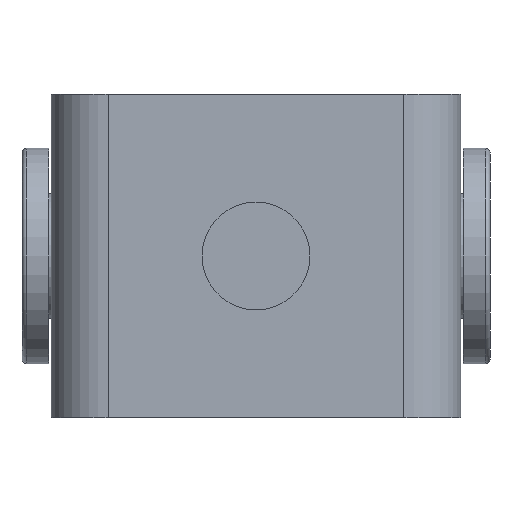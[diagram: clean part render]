
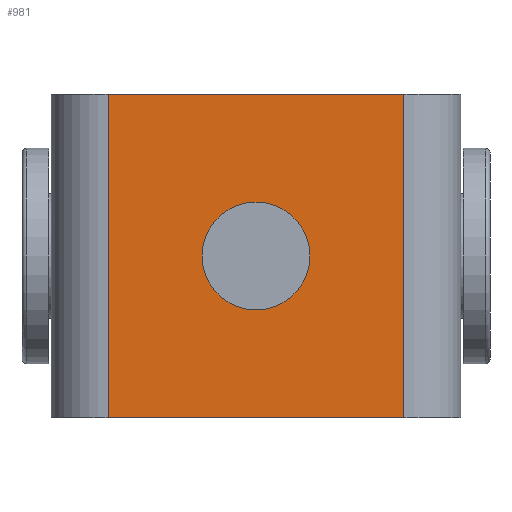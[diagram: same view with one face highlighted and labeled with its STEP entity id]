
A CAD part, left-side view. The second image highlights one B-rep face of the part: STEP entity #981.
In plain terms, the highlighted planar face has unit normal (-1, 0, 0).
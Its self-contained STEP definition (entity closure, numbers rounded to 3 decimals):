
#33 = ORIENTED_EDGE ( 'NONE', *, *, #696, .F. ) ;
#64 = DIRECTION ( 'NONE',  ( 0., 1., 0. ) ) ;
#154 = CARTESIAN_POINT ( 'NONE',  ( -25.5, 0., 0. ) ) ;
#158 = DIRECTION ( 'NONE',  ( 0., -1., 0. ) ) ;
#167 = EDGE_CURVE ( 'NONE', #1492, #336, #1352, .T. ) ;
#219 = CARTESIAN_POINT ( 'NONE',  ( -25.5, -5., 0. ) ) ;
#254 = CARTESIAN_POINT ( 'NONE',  ( -25.5, 13.7, 15. ) ) ;
#285 = CARTESIAN_POINT ( 'NONE',  ( -25.5, -13.7, -15. ) ) ;
#336 = VERTEX_POINT ( 'NONE', #285 ) ;
#385 = FACE_OUTER_BOUND ( 'NONE', #1439, .T. ) ;
#389 = VERTEX_POINT ( 'NONE', #1022 ) ;
#404 = CARTESIAN_POINT ( 'NONE',  ( -25.5, 0., 0. ) ) ;
#409 = EDGE_CURVE ( 'NONE', #789, #2072, #1187, .T. ) ;
#440 = VERTEX_POINT ( 'NONE', #1757 ) ;
#442 = AXIS2_PLACEMENT_3D ( 'NONE', #404, #816, #2224 ) ;
#470 = LINE ( 'NONE', #254, #932 ) ;
#519 = DIRECTION ( 'NONE',  ( 1., 0., 0. ) ) ;
#564 = EDGE_CURVE ( 'NONE', #440, #1492, #470, .T. ) ;
#610 = LINE ( 'NONE', #1102, #1086 ) ;
#688 = CIRCLE ( 'NONE', #442, 5. ) ;
#696 = EDGE_CURVE ( 'NONE', #389, #336, #735, .T. ) ;
#735 = LINE ( 'NONE', #976, #1963 ) ;
#747 = DIRECTION ( 'NONE',  ( 1., 0., 0. ) ) ;
#761 = ORIENTED_EDGE ( 'NONE', *, *, #2015, .F. ) ;
#789 = VERTEX_POINT ( 'NONE', #872 ) ;
#816 = DIRECTION ( 'NONE',  ( 1., 0., 0. ) ) ;
#841 = CARTESIAN_POINT ( 'NONE',  ( -25.5, 13.7, -15. ) ) ;
#872 = CARTESIAN_POINT ( 'NONE',  ( -25.5, 5., 0. ) ) ;
#932 = VECTOR ( 'NONE', #2044, 1000. ) ;
#944 = ORIENTED_EDGE ( 'NONE', *, *, #564, .T. ) ;
#976 = CARTESIAN_POINT ( 'NONE',  ( -25.5, -13.7, 15. ) ) ;
#981 = ADVANCED_FACE ( 'NONE', ( #1959, #385 ), #1079, .F. ) ;
#1022 = CARTESIAN_POINT ( 'NONE',  ( -25.5, -13.7, 15. ) ) ;
#1079 = PLANE ( 'NONE',  #1119 ) ;
#1086 = VECTOR ( 'NONE', #1646, 1000. ) ;
#1102 = CARTESIAN_POINT ( 'NONE',  ( -25.5, 13.7, 15. ) ) ;
#1111 = CARTESIAN_POINT ( 'NONE',  ( -25.5, 13.7, 15. ) ) ;
#1119 = AXIS2_PLACEMENT_3D ( 'NONE', #1111, #747, #64 ) ;
#1175 = CARTESIAN_POINT ( 'NONE',  ( -25.5, 13.7, -15. ) ) ;
#1187 = CIRCLE ( 'NONE', #1375, 5. ) ;
#1203 = DIRECTION ( 'NONE',  ( 0., 1., 0. ) ) ;
#1285 = ORIENTED_EDGE ( 'NONE', *, *, #409, .T. ) ;
#1341 = VECTOR ( 'NONE', #158, 1000. ) ;
#1352 = LINE ( 'NONE', #1175, #1341 ) ;
#1375 = AXIS2_PLACEMENT_3D ( 'NONE', #154, #519, #1203 ) ;
#1439 = EDGE_LOOP ( 'NONE', ( #2248, #33, #761, #944 ) ) ;
#1492 = VERTEX_POINT ( 'NONE', #841 ) ;
#1588 = EDGE_LOOP ( 'NONE', ( #2035, #1285 ) ) ;
#1646 = DIRECTION ( 'NONE',  ( 0., -1., 0. ) ) ;
#1757 = CARTESIAN_POINT ( 'NONE',  ( -25.5, 13.7, 15. ) ) ;
#1959 = FACE_BOUND ( 'NONE', #1588, .T. ) ;
#1963 = VECTOR ( 'NONE', #2016, 1000. ) ;
#2015 = EDGE_CURVE ( 'NONE', #440, #389, #610, .T. ) ;
#2016 = DIRECTION ( 'NONE',  ( 0., 0., -1. ) ) ;
#2035 = ORIENTED_EDGE ( 'NONE', *, *, #2098, .T. ) ;
#2044 = DIRECTION ( 'NONE',  ( 0., 0., -1. ) ) ;
#2072 = VERTEX_POINT ( 'NONE', #219 ) ;
#2098 = EDGE_CURVE ( 'NONE', #2072, #789, #688, .T. ) ;
#2224 = DIRECTION ( 'NONE',  ( 0., 1., 0. ) ) ;
#2248 = ORIENTED_EDGE ( 'NONE', *, *, #167, .T. ) ;
